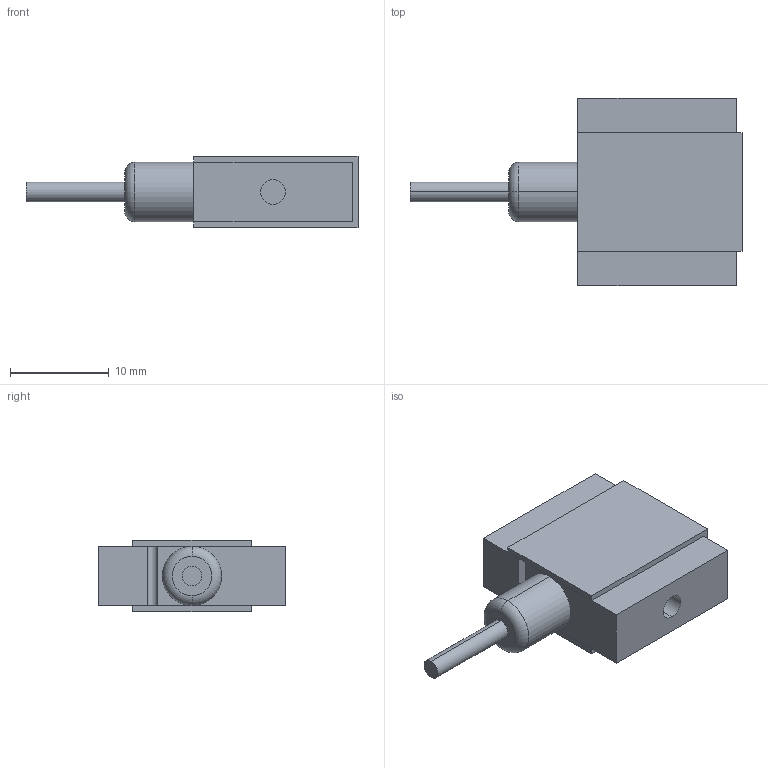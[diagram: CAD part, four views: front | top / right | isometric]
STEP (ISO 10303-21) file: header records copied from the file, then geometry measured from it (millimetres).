
FILE_DESCRIPTION (( 'STEP AP203' ), '1' );
FILE_NAME ('传感器STM-2-10kg.STEP', '2020-08-28T05:25:08', ( '' ), ( '' ), 'SwSTEP 2.0', 'SolidWorks 2016', '' );
FILE_SCHEMA (( 'CONFIG_CONTROL_DESIGN' ));
Length unit declared in the file: millimetre
Products named in the file (1): 換覜んSTM-2-10kg
Bounding box: 33.6 x 19 x 7.2 mm (x, y, z)
Volume: 2122 mm3; surface area: 2540.7 mm2
Topology: 2 solids, 2 shells, 38 faces, 93 edges, 60 vertices
Faces by surface type: plane 25, cylinder 11, torus 2
Entity records: 1198 total; most frequent: DIRECTION 197, CARTESIAN_POINT 192, ORIENTED_EDGE 186, EDGE_CURVE 93, LINE 67, VECTOR 67, AXIS2_PLACEMENT_3D 65, VERTEX_POINT 60
